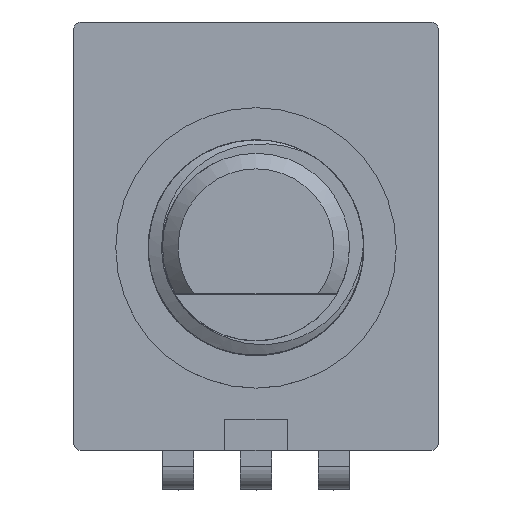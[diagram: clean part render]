
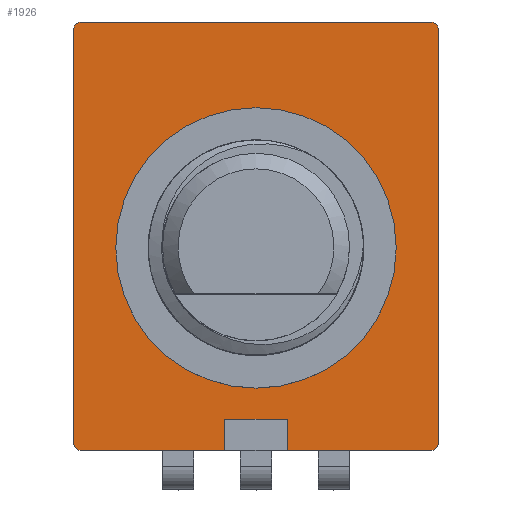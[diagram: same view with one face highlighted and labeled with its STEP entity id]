
A CAD part, top view. The second image highlights one B-rep face of the part: STEP entity #1926.
In plain terms, the highlighted planar face has unit normal (0, 0, 1).
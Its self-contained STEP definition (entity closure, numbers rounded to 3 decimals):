
#56=FACE_BOUND('',#279,.T.);
#73=PLANE('',#2097);
#162=FACE_OUTER_BOUND('',#278,.T.);
#278=EDGE_LOOP('',(#1440,#1441,#1442,#1443,#1444,#1445,#1446,#1447,#1448,
#1449,#1450,#1451));
#279=EDGE_LOOP('',(#1452));
#362=CIRCLE('',#2072,0.25);
#365=CIRCLE('',#2078,0.25);
#366=CIRCLE('',#2081,0.25);
#369=CIRCLE('',#2087,0.25);
#370=CIRCLE('',#2098,4.5);
#492=LINE('',#3475,#666);
#497=LINE('',#3490,#671);
#507=LINE('',#3514,#681);
#511=LINE('',#3521,#685);
#517=LINE('',#3536,#691);
#518=LINE('',#3539,#692);
#521=LINE('',#3545,#695);
#524=LINE('',#3550,#698);
#666=VECTOR('',#2310,10.);
#671=VECTOR('',#2325,10.);
#681=VECTOR('',#2343,10.);
#685=VECTOR('',#2347,10.);
#691=VECTOR('',#2371,10.);
#692=VECTOR('',#2374,10.);
#695=VECTOR('',#2379,10.);
#698=VECTOR('',#2384,10.);
#855=VERTEX_POINT('',#3454);
#856=VERTEX_POINT('',#3455);
#864=VERTEX_POINT('',#3473);
#867=VERTEX_POINT('',#3483);
#868=VERTEX_POINT('',#3484);
#869=VERTEX_POINT('',#3489);
#875=VERTEX_POINT('',#3503);
#878=VERTEX_POINT('',#3511);
#879=VERTEX_POINT('',#3513);
#882=VERTEX_POINT('',#3519);
#883=VERTEX_POINT('',#3538);
#885=VERTEX_POINT('',#3544);
#887=VERTEX_POINT('',#3554);
#1058=EDGE_CURVE('',#855,#856,#362,.T.);
#1068=EDGE_CURVE('',#855,#864,#492,.T.);
#1072=EDGE_CURVE('',#867,#868,#365,.T.);
#1075=EDGE_CURVE('',#869,#868,#497,.T.);
#1082=EDGE_CURVE('',#875,#864,#366,.T.);
#1087=EDGE_CURVE('',#879,#878,#507,.T.);
#1091=EDGE_CURVE('',#875,#882,#511,.T.);
#1094=EDGE_CURVE('',#869,#878,#369,.T.);
#1099=EDGE_CURVE('',#867,#856,#517,.T.);
#1100=EDGE_CURVE('',#883,#879,#518,.T.);
#1103=EDGE_CURVE('',#882,#885,#521,.T.);
#1106=EDGE_CURVE('',#885,#883,#524,.T.);
#1108=EDGE_CURVE('',#887,#887,#370,.T.);
#1440=ORIENTED_EDGE('',*,*,#1058,.F.);
#1441=ORIENTED_EDGE('',*,*,#1068,.T.);
#1442=ORIENTED_EDGE('',*,*,#1082,.F.);
#1443=ORIENTED_EDGE('',*,*,#1091,.T.);
#1444=ORIENTED_EDGE('',*,*,#1103,.T.);
#1445=ORIENTED_EDGE('',*,*,#1106,.T.);
#1446=ORIENTED_EDGE('',*,*,#1100,.T.);
#1447=ORIENTED_EDGE('',*,*,#1087,.T.);
#1448=ORIENTED_EDGE('',*,*,#1094,.F.);
#1449=ORIENTED_EDGE('',*,*,#1075,.T.);
#1450=ORIENTED_EDGE('',*,*,#1072,.F.);
#1451=ORIENTED_EDGE('',*,*,#1099,.T.);
#1452=ORIENTED_EDGE('',*,*,#1108,.T.);
#1926=ADVANCED_FACE('',(#162,#56),#73,.T.);
#2072=AXIS2_PLACEMENT_3D('',#3456,#2296,#2297);
#2078=AXIS2_PLACEMENT_3D('',#3485,#2319,#2320);
#2081=AXIS2_PLACEMENT_3D('',#3504,#2334,#2335);
#2087=AXIS2_PLACEMENT_3D('',#3526,#2355,#2356);
#2097=AXIS2_PLACEMENT_3D('',#3553,#2388,#2389);
#2098=AXIS2_PLACEMENT_3D('',#3555,#2390,#2391);
#2296=DIRECTION('center_axis',(0.,0.,-1.));
#2297=DIRECTION('ref_axis',(-0.707,0.707,0.));
#2310=DIRECTION('',(0.,-1.,0.));
#2319=DIRECTION('center_axis',(0.,0.,-1.));
#2320=DIRECTION('ref_axis',(0.707,0.707,0.));
#2325=DIRECTION('',(0.,1.,0.));
#2334=DIRECTION('center_axis',(0.,0.,-1.));
#2335=DIRECTION('ref_axis',(-0.707,-0.707,0.));
#2343=DIRECTION('',(1.,0.,0.));
#2347=DIRECTION('',(1.,0.,0.));
#2355=DIRECTION('center_axis',(0.,0.,-1.));
#2356=DIRECTION('ref_axis',(0.707,-0.707,0.));
#2371=DIRECTION('',(-1.,0.,0.));
#2374=DIRECTION('',(0.,-1.,0.));
#2379=DIRECTION('',(0.,1.,0.));
#2384=DIRECTION('',(1.,0.,0.));
#2388=DIRECTION('center_axis',(0.,0.,1.));
#2389=DIRECTION('ref_axis',(1.,0.,0.));
#2390=DIRECTION('center_axis',(0.,0.,-1.));
#2391=DIRECTION('ref_axis',(-1.,0.,0.));
#3454=CARTESIAN_POINT('',(-5.85,7.,6.));
#3455=CARTESIAN_POINT('',(-5.6,7.25,6.));
#3456=CARTESIAN_POINT('Origin',(-5.6,7.,6.));
#3473=CARTESIAN_POINT('',(-5.85,-6.25,6.));
#3475=CARTESIAN_POINT('',(-5.85,-6.5,6.));
#3483=CARTESIAN_POINT('',(5.6,7.25,6.));
#3484=CARTESIAN_POINT('',(5.85,7.,6.));
#3485=CARTESIAN_POINT('Origin',(5.6,7.,6.));
#3489=CARTESIAN_POINT('',(5.85,-6.25,6.));
#3490=CARTESIAN_POINT('',(5.85,7.25,6.));
#3503=CARTESIAN_POINT('',(-5.6,-6.5,6.));
#3504=CARTESIAN_POINT('Origin',(-5.6,-6.25,6.));
#3511=CARTESIAN_POINT('',(5.6,-6.5,6.));
#3513=CARTESIAN_POINT('',(1.,-6.5,6.));
#3514=CARTESIAN_POINT('',(5.85,-6.5,6.));
#3519=CARTESIAN_POINT('',(-1.,-6.5,6.));
#3521=CARTESIAN_POINT('',(5.85,-6.5,6.));
#3526=CARTESIAN_POINT('Origin',(5.6,-6.25,6.));
#3536=CARTESIAN_POINT('',(-5.85,7.25,6.));
#3538=CARTESIAN_POINT('',(1.,-5.5,6.));
#3539=CARTESIAN_POINT('',(1.,-3.062,6.));
#3544=CARTESIAN_POINT('',(-1.,-5.5,6.));
#3545=CARTESIAN_POINT('',(-1.,-2.562,6.));
#3550=CARTESIAN_POINT('',(0.5,-5.5,6.));
#3553=CARTESIAN_POINT('Origin',(0.,0.375,
6.));
#3554=CARTESIAN_POINT('',(4.5,0.,6.));
#3555=CARTESIAN_POINT('Origin',(0.,0.,6.));
